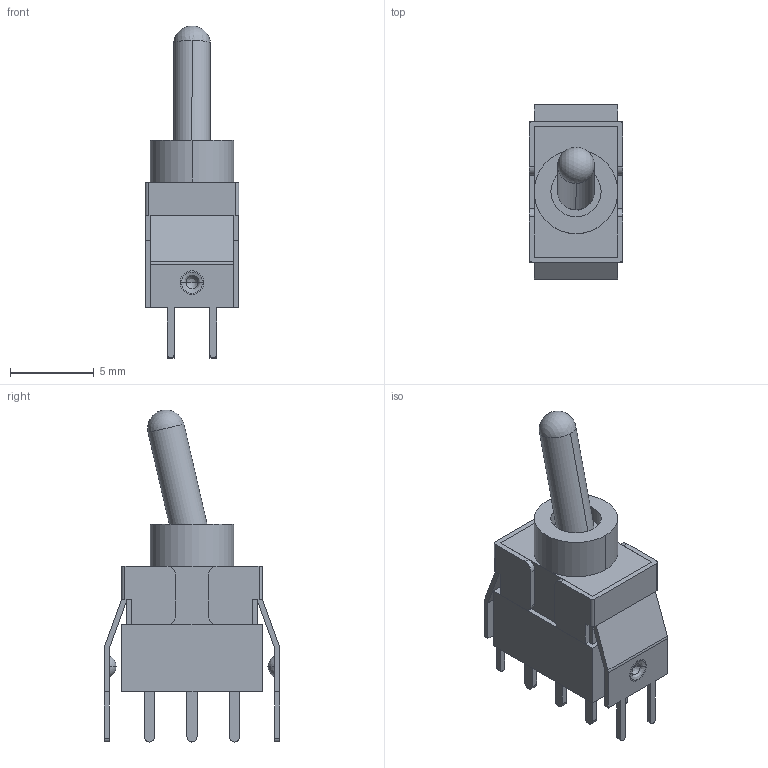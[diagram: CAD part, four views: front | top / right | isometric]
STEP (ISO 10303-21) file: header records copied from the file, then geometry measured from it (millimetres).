
FILE_DESCRIPTION((''),'2;1');
FILE_NAME('SW_OMRON_A9T21-0014_3d.stp','2010-09-27T11:58:56',(''),(''),'Mechanical Desktop 2010','Mechanical Desktop 2010',', , ');
FILE_SCHEMA(('AUTOMOTIVE_DESIGN { 1 2 10303 214 1 1 1 1 }'));
Length unit declared in the file: millimetre
Products named in the file (1): Product
Bounding box: 5.6 x 10.46 x 19.82 mm (x, y, z)
Volume: 439.5 mm3; surface area: 845.6 mm2
Topology: 14 solids, 14 shells, 155 faces, 388 edges, 246 vertices
Faces by surface type: plane 62, bspline 58, cylinder 29, sphere 4, torus 2
Entity records: 4892 total; most frequent: CARTESIAN_POINT 1294, ORIENTED_EDGE 748, DIRECTION 680, EDGE_CURVE 374, VECTOR 264, LINE 264, VERTEX_POINT 244, AXIS2_PLACEMENT_3D 208
